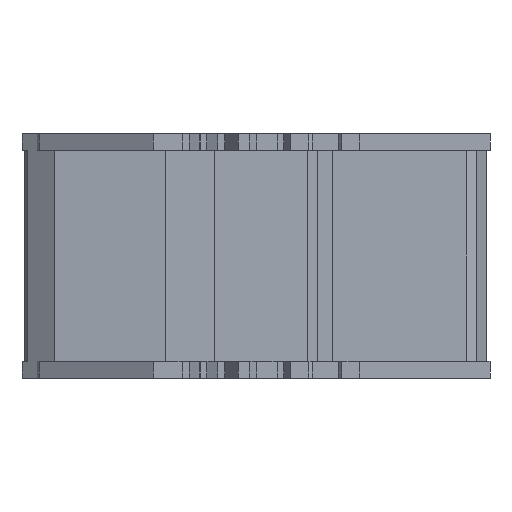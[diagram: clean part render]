
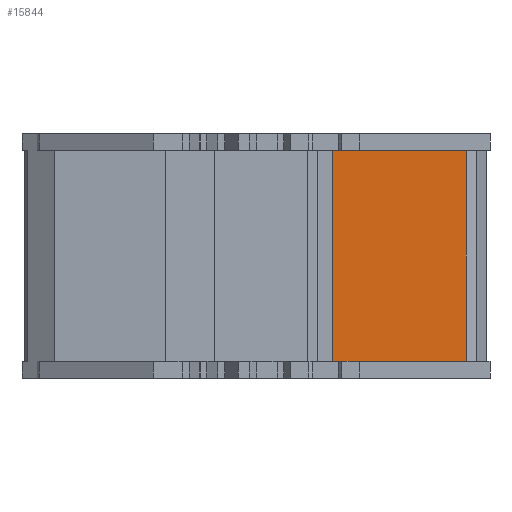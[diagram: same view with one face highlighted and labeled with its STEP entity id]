
A CAD part, front view. The second image highlights one B-rep face of the part: STEP entity #15844.
In plain terms, the highlighted planar face has unit normal (0, -1, 0).
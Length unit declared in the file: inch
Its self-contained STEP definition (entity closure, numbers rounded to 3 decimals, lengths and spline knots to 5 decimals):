
#68 = ORIENTED_EDGE ( 'NONE', *, *, #14644, .F. ) ;
#123 = CARTESIAN_POINT ( 'NONE',  ( 1.51665, 0.08149, 1.50165 ) ) ;
#312 = LINE ( 'NONE', #16880, #3459 ) ;
#492 = CARTESIAN_POINT ( 'NONE',  ( 1.51665, 0.08149, 1.62165 ) ) ;
#861 = VERTEX_POINT ( 'NONE', #492 ) ;
#1322 = VERTEX_POINT ( 'NONE', #10017 ) ;
#1753 = CARTESIAN_POINT ( 'NONE',  ( 1.51665, 0.08149, 3.56145 ) ) ;
#3070 = CARTESIAN_POINT ( 'NONE',  ( 1.51665, 0.08149, -0.02835 ) ) ;
#3102 = EDGE_CURVE ( 'NONE', #17501, #1322, #17773, .T. ) ;
#3339 = FACE_OUTER_BOUND ( 'NONE', #18343, .T. ) ;
#3459 = VECTOR ( 'NONE', #10447, 39.37008 ) ;
#3550 = CARTESIAN_POINT ( 'NONE',  ( 1.52707, 0.08149, -0.15 ) ) ;
#4274 = VERTEX_POINT ( 'NONE', #20171 ) ;
#4337 = VECTOR ( 'NONE', #9697, 39.37008 ) ;
#4397 = VERTEX_POINT ( 'NONE', #18839 ) ;
#4738 = LINE ( 'NONE', #6582, #15840 ) ;
#5144 = LINE ( 'NONE', #1753, #19321 ) ;
#5288 = DIRECTION ( 'NONE',  ( 0., 0., 1. ) ) ;
#5988 = VECTOR ( 'NONE', #21529, 39.37008 ) ;
#6582 = CARTESIAN_POINT ( 'NONE',  ( 0.55374, 0.08149, -0.02835 ) ) ;
#6641 = AXIS2_PLACEMENT_3D ( 'NONE', #9968, #18380, #21366 ) ;
#6885 = VECTOR ( 'NONE', #10951, 39.37008 ) ;
#8059 = CARTESIAN_POINT ( 'NONE',  ( 1.52707, 0.08149, -0.15 ) ) ;
#8856 = EDGE_CURVE ( 'NONE', #861, #19567, #19493, .T. ) ;
#8899 = CARTESIAN_POINT ( 'NONE',  ( 1.51665, 0.08149, -0.02835 ) ) ;
#9197 = EDGE_CURVE ( 'NONE', #10372, #4397, #312, .T. ) ;
#9518 = ORIENTED_EDGE ( 'NONE', *, *, #21347, .T. ) ;
#9550 = ORIENTED_EDGE ( 'NONE', *, *, #11397, .T. ) ;
#9697 = DIRECTION ( 'NONE',  ( -1., 0., 0. ) ) ;
#9737 = PLANE ( 'NONE',  #6641 ) ;
#9968 = CARTESIAN_POINT ( 'NONE',  ( 0., 0.08149, -0.02835 ) ) ;
#10004 = VERTEX_POINT ( 'NONE', #16823 ) ;
#10017 = CARTESIAN_POINT ( 'NONE',  ( 0.55374, 0.08149, -0.02835 ) ) ;
#10372 = VERTEX_POINT ( 'NONE', #123 ) ;
#10447 = DIRECTION ( 'NONE',  ( -1., 0., 0. ) ) ;
#10512 = LINE ( 'NONE', #3550, #14830 ) ;
#10951 = DIRECTION ( 'NONE',  ( 1., 0., 0. ) ) ;
#11397 = EDGE_CURVE ( 'NONE', #10004, #4274, #16429, .T. ) ;
#11873 = ORIENTED_EDGE ( 'NONE', *, *, #14785, .F. ) ;
#14433 = CARTESIAN_POINT ( 'NONE',  ( 1.52707, 0.08149, 1.62165 ) ) ;
#14453 = VECTOR ( 'NONE', #20908, 39.37008 ) ;
#14644 = EDGE_CURVE ( 'NONE', #10372, #861, #17274, .T. ) ;
#14785 = EDGE_CURVE ( 'NONE', #1322, #4397, #4738, .T. ) ;
#14830 = VECTOR ( 'NONE', #5288, 39.37008 ) ;
#15021 = EDGE_CURVE ( 'NONE', #4274, #19567, #10512, .T. ) ;
#15630 = ORIENTED_EDGE ( 'NONE', *, *, #15021, .T. ) ;
#15823 = ORIENTED_EDGE ( 'NONE', *, *, #8856, .F. ) ;
#15840 = VECTOR ( 'NONE', #19491, 39.37008 ) ;
#15844 = ADVANCED_FACE ( 'NONE', ( #3339 ), #9737, .T. ) ;
#15904 = ORIENTED_EDGE ( 'NONE', *, *, #9197, .T. ) ;
#16429 = LINE ( 'NONE', #8059, #5988 ) ;
#16823 = CARTESIAN_POINT ( 'NONE',  ( 1.51665, 0.08149, -0.15 ) ) ;
#16880 = CARTESIAN_POINT ( 'NONE',  ( 0.55374, 0.08149, 1.50165 ) ) ;
#16902 = DIRECTION ( 'NONE',  ( 0., 0., -1. ) ) ;
#17107 = ORIENTED_EDGE ( 'NONE', *, *, #3102, .F. ) ;
#17274 = LINE ( 'NONE', #8899, #14453 ) ;
#17501 = VERTEX_POINT ( 'NONE', #20782 ) ;
#17773 = LINE ( 'NONE', #3070, #4337 ) ;
#18343 = EDGE_LOOP ( 'NONE', ( #17107, #9518, #9550, #15630, #15823, #68, #15904, #11873 ) ) ;
#18380 = DIRECTION ( 'NONE',  ( 0., -1., 0. ) ) ;
#18839 = CARTESIAN_POINT ( 'NONE',  ( 0.55374, 0.08149, 1.50165 ) ) ;
#19321 = VECTOR ( 'NONE', #16902, 39.37008 ) ;
#19491 = DIRECTION ( 'NONE',  ( 0., 0., 1. ) ) ;
#19493 = LINE ( 'NONE', #14433, #6885 ) ;
#19567 = VERTEX_POINT ( 'NONE', #19849 ) ;
#19849 = CARTESIAN_POINT ( 'NONE',  ( 1.52707, 0.08149, 1.62165 ) ) ;
#20171 = CARTESIAN_POINT ( 'NONE',  ( 1.52707, 0.08149, -0.15 ) ) ;
#20782 = CARTESIAN_POINT ( 'NONE',  ( 1.51665, 0.08149, -0.02835 ) ) ;
#20908 = DIRECTION ( 'NONE',  ( 0., 0., 1. ) ) ;
#21347 = EDGE_CURVE ( 'NONE', #17501, #10004, #5144, .T. ) ;
#21366 = DIRECTION ( 'NONE',  ( 1., 0., 0. ) ) ;
#21529 = DIRECTION ( 'NONE',  ( 1., 0., 0. ) ) ;
